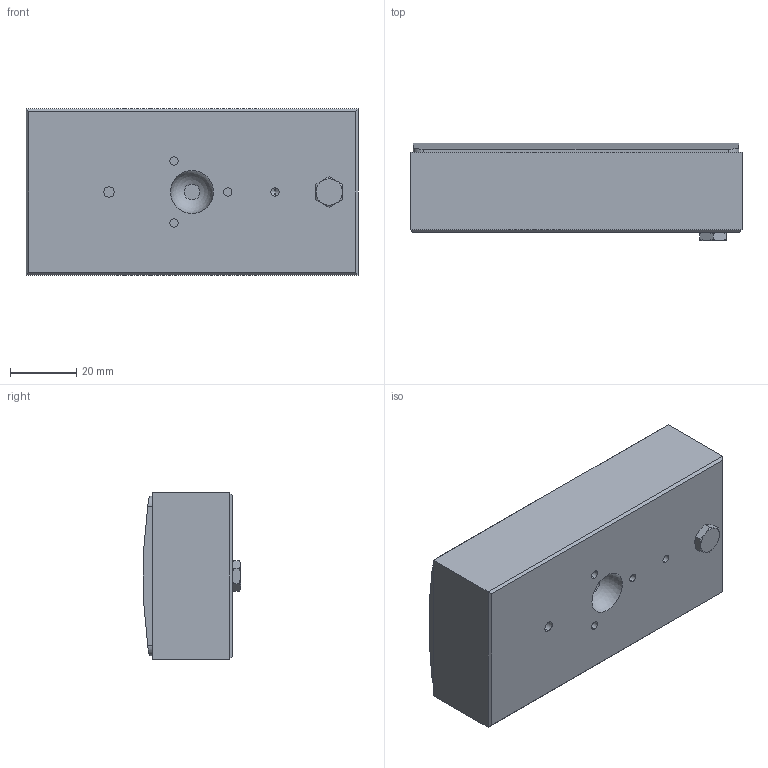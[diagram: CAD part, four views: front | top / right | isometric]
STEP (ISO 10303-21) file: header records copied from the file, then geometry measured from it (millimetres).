
FILE_DESCRIPTION (( 'STEP AP214' ), '1' );
FILE_NAME ('S3350W150.STEP', '2023-01-06T18:56:23', ( '' ), ( '' ), 'SwSTEP 2.0', 'SolidWorks 2020', '' );
FILE_SCHEMA (( 'AUTOMOTIVE_DESIGN' ));
Length unit declared in the file: millimetre
Products named in the file (5): S90A002; 62S48SXX_62S48S04; S3350W150; 12S5001_12S5001; S90F028_S90F028
Assembly tree (3 placements, depth 2):
  S90A002
  S3350W150
    12S5001_12S5001
    62S48SXX_62S48S04
    S90F028_S90F028
Bounding box: 100 x 29.28 x 50.01 mm (x, y, z)
Volume: 123973 mm3; surface area: 32342.8 mm2
Topology: 3 solids, 3 shells, 103 faces, 249 edges, 157 vertices
Faces by surface type: plane 54, cylinder 36, cone 10, torus 2, sphere 1
Entity records: 4018 total; most frequent: CARTESIAN_POINT 688, DIRECTION 509, ORIENTED_EDGE 488, EDGE_CURVE 244, AXIS2_PLACEMENT_3D 182, VERTEX_POINT 157, VECTOR 145, LINE 145
